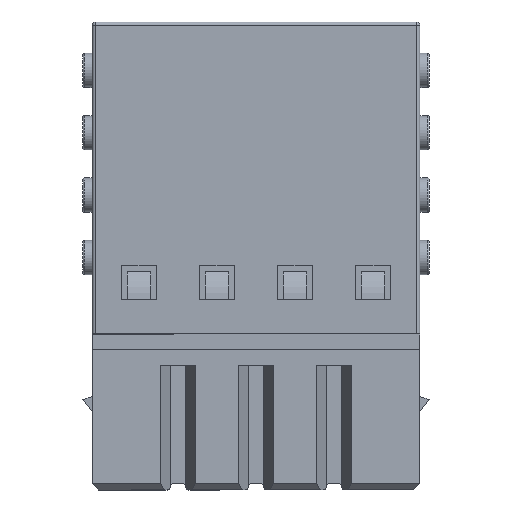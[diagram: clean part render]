
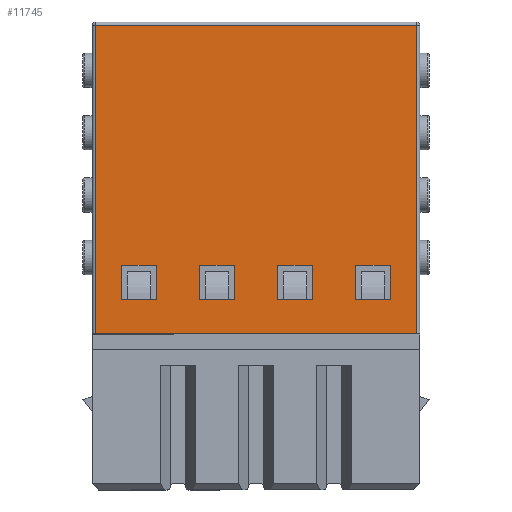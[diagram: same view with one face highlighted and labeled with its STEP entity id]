
A CAD part, front view. The second image highlights one B-rep face of the part: STEP entity #11745.
In plain terms, the highlighted planar face has unit normal (0, -1, 0).
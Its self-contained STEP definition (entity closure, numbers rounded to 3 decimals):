
#805=ORIENTED_EDGE('',*,*,#4003,.F.);
#806=ORIENTED_EDGE('',*,*,#4242,.T.);
#807=ORIENTED_EDGE('',*,*,#4243,.T.);
#808=ORIENTED_EDGE('',*,*,#4244,.T.);
#809=ORIENTED_EDGE('',*,*,#4245,.T.);
#810=ORIENTED_EDGE('',*,*,#4246,.T.);
#811=ORIENTED_EDGE('',*,*,#4247,.T.);
#812=ORIENTED_EDGE('',*,*,#4248,.T.);
#813=ORIENTED_EDGE('',*,*,#4249,.T.);
#814=ORIENTED_EDGE('',*,*,#4250,.T.);
#815=ORIENTED_EDGE('',*,*,#4251,.T.);
#816=ORIENTED_EDGE('',*,*,#4252,.T.);
#817=ORIENTED_EDGE('',*,*,#4253,.T.);
#818=ORIENTED_EDGE('',*,*,#4254,.T.);
#819=ORIENTED_EDGE('',*,*,#4255,.T.);
#820=ORIENTED_EDGE('',*,*,#4256,.T.);
#821=ORIENTED_EDGE('',*,*,#4257,.T.);
#822=ORIENTED_EDGE('',*,*,#4258,.T.);
#823=ORIENTED_EDGE('',*,*,#4259,.T.);
#824=ORIENTED_EDGE('',*,*,#4260,.T.);
#4003=EDGE_CURVE('',#5739,#5740,#6828,.T.);
#4242=EDGE_CURVE('',#5739,#5952,#7048,.F.);
#4243=EDGE_CURVE('',#5952,#5953,#7049,.T.);
#4244=EDGE_CURVE('',#5953,#5740,#7050,.T.);
#4245=EDGE_CURVE('',#5954,#5955,#7051,.T.);
#4246=EDGE_CURVE('',#5955,#5956,#7052,.T.);
#4247=EDGE_CURVE('',#5956,#5957,#7053,.T.);
#4248=EDGE_CURVE('',#5957,#5954,#7054,.T.);
#4249=EDGE_CURVE('',#5958,#5959,#7055,.T.);
#4250=EDGE_CURVE('',#5959,#5960,#7056,.T.);
#4251=EDGE_CURVE('',#5960,#5961,#7057,.T.);
#4252=EDGE_CURVE('',#5961,#5958,#7058,.T.);
#4253=EDGE_CURVE('',#5962,#5963,#7059,.T.);
#4254=EDGE_CURVE('',#5963,#5964,#7060,.T.);
#4255=EDGE_CURVE('',#5964,#5965,#7061,.T.);
#4256=EDGE_CURVE('',#5965,#5962,#7062,.T.);
#4257=EDGE_CURVE('',#5966,#5967,#7063,.T.);
#4258=EDGE_CURVE('',#5967,#5968,#7064,.T.);
#4259=EDGE_CURVE('',#5968,#5969,#7065,.T.);
#4260=EDGE_CURVE('',#5969,#5966,#7066,.T.);
#5739=VERTEX_POINT('',#16784);
#5740=VERTEX_POINT('',#16786);
#5952=VERTEX_POINT('',#17254);
#5953=VERTEX_POINT('',#17256);
#5954=VERTEX_POINT('',#17259);
#5955=VERTEX_POINT('',#17260);
#5956=VERTEX_POINT('',#17262);
#5957=VERTEX_POINT('',#17264);
#5958=VERTEX_POINT('',#17267);
#5959=VERTEX_POINT('',#17268);
#5960=VERTEX_POINT('',#17270);
#5961=VERTEX_POINT('',#17272);
#5962=VERTEX_POINT('',#17275);
#5963=VERTEX_POINT('',#17276);
#5964=VERTEX_POINT('',#17278);
#5965=VERTEX_POINT('',#17280);
#5966=VERTEX_POINT('',#17283);
#5967=VERTEX_POINT('',#17284);
#5968=VERTEX_POINT('',#17286);
#5969=VERTEX_POINT('',#17288);
#6828=LINE('',#16785,#8262);
#7048=LINE('',#17253,#8482);
#7049=LINE('',#17255,#8483);
#7050=LINE('',#17257,#8484);
#7051=LINE('',#17258,#8485);
#7052=LINE('',#17261,#8486);
#7053=LINE('',#17263,#8487);
#7054=LINE('',#17265,#8488);
#7055=LINE('',#17266,#8489);
#7056=LINE('',#17269,#8490);
#7057=LINE('',#17271,#8491);
#7058=LINE('',#17273,#8492);
#7059=LINE('',#17274,#8493);
#7060=LINE('',#17277,#8494);
#7061=LINE('',#17279,#8495);
#7062=LINE('',#17281,#8496);
#7063=LINE('',#17282,#8497);
#7064=LINE('',#17285,#8498);
#7065=LINE('',#17287,#8499);
#7066=LINE('',#17289,#8500);
#8262=VECTOR('',#13427,1000.);
#8482=VECTOR('',#13719,1000.);
#8483=VECTOR('',#13720,1000.);
#8484=VECTOR('',#13721,1000.);
#8485=VECTOR('',#13722,1000.);
#8486=VECTOR('',#13723,1000.);
#8487=VECTOR('',#13724,1000.);
#8488=VECTOR('',#13725,1000.);
#8489=VECTOR('',#13726,1000.);
#8490=VECTOR('',#13727,1000.);
#8491=VECTOR('',#13728,1000.);
#8492=VECTOR('',#13729,1000.);
#8493=VECTOR('',#13730,1000.);
#8494=VECTOR('',#13731,1000.);
#8495=VECTOR('',#13732,1000.);
#8496=VECTOR('',#13733,1000.);
#8497=VECTOR('',#13734,1000.);
#8498=VECTOR('',#13735,1000.);
#8499=VECTOR('',#13736,1000.);
#8500=VECTOR('',#13737,1000.);
#9741=EDGE_LOOP('',(#805,#806,#807,#808));
#9742=EDGE_LOOP('',(#809,#810,#811,#812));
#9743=EDGE_LOOP('',(#813,#814,#815,#816));
#9744=EDGE_LOOP('',(#817,#818,#819,#820));
#9745=EDGE_LOOP('',(#821,#822,#823,#824));
#10501=FACE_BOUND('',#9741,.T.);
#10502=FACE_BOUND('',#9742,.T.);
#10503=FACE_BOUND('',#9743,.T.);
#10504=FACE_BOUND('',#9744,.T.);
#10505=FACE_BOUND('',#9745,.T.);
#11230=PLANE('',#12496);
#11745=ADVANCED_FACE('',(#10501,#10502,#10503,#10504,#10505),#11230,.T.);
#12496=AXIS2_PLACEMENT_3D('',#17252,#13717,#13718);
#13427=DIRECTION('',(-1.,0.,0.));
#13717=DIRECTION('',(0.,-1.,0.));
#13718=DIRECTION('',(0.,0.,-1.));
#13719=DIRECTION('',(0.,0.,-1.));
#13720=DIRECTION('',(-1.,0.,0.));
#13721=DIRECTION('',(0.,0.,-1.));
#13722=DIRECTION('',(-1.,0.,0.));
#13723=DIRECTION('',(0.,0.,1.));
#13724=DIRECTION('',(1.,0.,0.));
#13725=DIRECTION('',(0.,0.,-1.));
#13726=DIRECTION('',(-1.,0.,0.));
#13727=DIRECTION('',(0.,0.,1.));
#13728=DIRECTION('',(1.,0.,0.));
#13729=DIRECTION('',(0.,0.,-1.));
#13730=DIRECTION('',(-1.,0.,0.));
#13731=DIRECTION('',(0.,0.,1.));
#13732=DIRECTION('',(1.,0.,0.));
#13733=DIRECTION('',(0.,0.,-1.));
#13734=DIRECTION('',(-1.,0.,0.));
#13735=DIRECTION('',(0.,0.,1.));
#13736=DIRECTION('',(1.,0.,0.));
#13737=DIRECTION('',(0.,0.,-1.));
#16784=CARTESIAN_POINT('',(5.15,-2.5,0.));
#16785=CARTESIAN_POINT('',(5.25,-2.5,0.));
#16786=CARTESIAN_POINT('',(-5.15,-2.5,0.));
#17252=CARTESIAN_POINT('',(5.25,-2.5,10.));
#17253=CARTESIAN_POINT('',(5.15,-2.5,10.));
#17254=CARTESIAN_POINT('',(5.15,-2.5,9.9));
#17255=CARTESIAN_POINT('',(-5.25,-2.5,9.9));
#17256=CARTESIAN_POINT('',(-5.15,-2.5,9.9));
#17257=CARTESIAN_POINT('',(-5.15,-2.5,10.));
#17258=CARTESIAN_POINT('',(-3.2,-2.5,1.1));
#17259=CARTESIAN_POINT('',(-3.2,-2.5,1.1));
#17260=CARTESIAN_POINT('',(-4.3,-2.5,1.1));
#17261=CARTESIAN_POINT('',(-4.3,-2.5,1.1));
#17262=CARTESIAN_POINT('',(-4.3,-2.5,2.2));
#17263=CARTESIAN_POINT('',(-4.3,-2.5,2.2));
#17264=CARTESIAN_POINT('',(-3.2,-2.5,2.2));
#17265=CARTESIAN_POINT('',(-3.2,-2.5,2.2));
#17266=CARTESIAN_POINT('',(-0.7,-2.5,1.1));
#17267=CARTESIAN_POINT('',(-0.7,-2.5,1.1));
#17268=CARTESIAN_POINT('',(-1.8,-2.5,1.1));
#17269=CARTESIAN_POINT('',(-1.8,-2.5,1.1));
#17270=CARTESIAN_POINT('',(-1.8,-2.5,2.2));
#17271=CARTESIAN_POINT('',(-1.8,-2.5,2.2));
#17272=CARTESIAN_POINT('',(-0.7,-2.5,2.2));
#17273=CARTESIAN_POINT('',(-0.7,-2.5,2.2));
#17274=CARTESIAN_POINT('',(1.8,-2.5,1.1));
#17275=CARTESIAN_POINT('',(1.8,-2.5,1.1));
#17276=CARTESIAN_POINT('',(0.7,-2.5,1.1));
#17277=CARTESIAN_POINT('',(0.7,-2.5,1.1));
#17278=CARTESIAN_POINT('',(0.7,-2.5,2.2));
#17279=CARTESIAN_POINT('',(0.7,-2.5,2.2));
#17280=CARTESIAN_POINT('',(1.8,-2.5,2.2));
#17281=CARTESIAN_POINT('',(1.8,-2.5,2.2));
#17282=CARTESIAN_POINT('',(4.3,-2.5,1.1));
#17283=CARTESIAN_POINT('',(4.3,-2.5,1.1));
#17284=CARTESIAN_POINT('',(3.2,-2.5,1.1));
#17285=CARTESIAN_POINT('',(3.2,-2.5,1.1));
#17286=CARTESIAN_POINT('',(3.2,-2.5,2.2));
#17287=CARTESIAN_POINT('',(3.2,-2.5,2.2));
#17288=CARTESIAN_POINT('',(4.3,-2.5,2.2));
#17289=CARTESIAN_POINT('',(4.3,-2.5,2.2));
